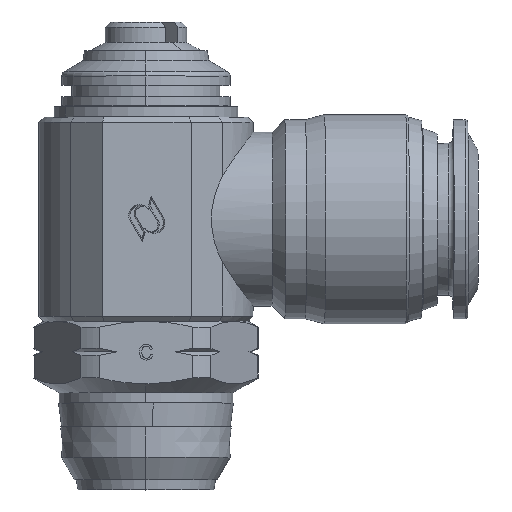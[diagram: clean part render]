
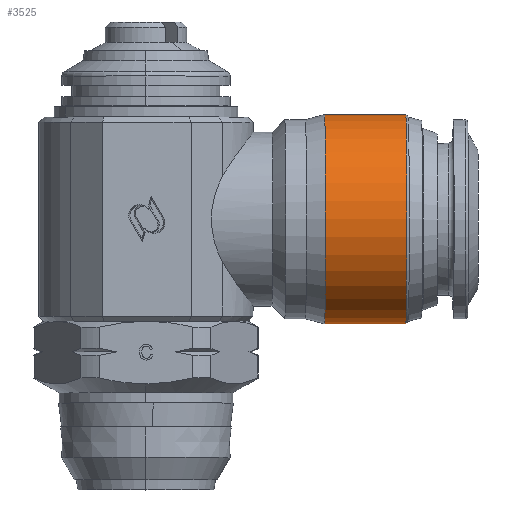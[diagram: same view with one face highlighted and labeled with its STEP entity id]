
A CAD part, top view. The second image highlights one B-rep face of the part: STEP entity #3525.
In plain terms, the highlighted cylindrical face has radius 10.25 mm (diameter 20.5 mm), a partial arc.
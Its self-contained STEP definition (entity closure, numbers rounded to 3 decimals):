
#728 = AXIS2_PLACEMENT_3D ( 'NONE', #5130, #5129, #5128 ) ;
#1310 = ORIENTED_EDGE ( 'NONE', *, *, #1687, .T. ) ;
#1311 = ORIENTED_EDGE ( 'NONE', *, *, #1727, .T. ) ;
#1312 = ORIENTED_EDGE ( 'NONE', *, *, #1717, .F. ) ;
#1313 = ORIENTED_EDGE ( 'NONE', *, *, #1728, .F. ) ;
#1687 = EDGE_CURVE ( 'NONE', #7374, #7375, #7470, .T. ) ;
#1717 = EDGE_CURVE ( 'NONE', #7304, #7333, #7507, .T. ) ;
#1727 = EDGE_CURVE ( 'NONE', #7375, #7333, #7519, .T. ) ;
#1728 = EDGE_CURVE ( 'NONE', #7374, #7304, #7526, .T. ) ;
#3392 = EDGE_LOOP ( 'NONE', ( #1310, #1311, #1312, #1313 ) ) ;
#3525 = ADVANCED_FACE ( 'NONE', ( #6452 ), #6456, .T. ) ;
#4162 = AXIS2_PLACEMENT_3D ( 'NONE', #6739, #6740, #6731 ) ;
#4294 = DIRECTION ( 'NONE',  ( -1., 0., 0.008 ) ) ;
#4296 = CARTESIAN_POINT ( 'NONE',  ( 0., 16.25, 0. ) ) ;
#4297 = DIRECTION ( 'NONE',  ( -1., 0., 0.008 ) ) ;
#4301 = CARTESIAN_POINT ( 'NONE',  ( 0., 36.75, 0. ) ) ;
#4352 = DIRECTION ( 'NONE',  ( 0., -1., 0. ) ) ;
#4354 = DIRECTION ( 'NONE',  ( -1., 0., 0.008 ) ) ;
#4355 = CARTESIAN_POINT ( 'NONE',  ( 17.499, 26.5, -0.135 ) ) ;
#5065 = AXIS2_PLACEMENT_3D ( 'NONE', #4355, #4354, #4352 ) ;
#5128 = DIRECTION ( 'NONE',  ( 0., -1., 0. ) ) ;
#5129 = DIRECTION ( 'NONE',  ( -1., 0., 0.008 ) ) ;
#5130 = CARTESIAN_POINT ( 'NONE',  ( 25.448, 26.5, -0.196 ) ) ;
#6452 = FACE_OUTER_BOUND ( 'NONE', #3392, .T. ) ;
#6456 = CYLINDRICAL_SURFACE ( 'NONE', #4162, 10.25 ) ;
#6731 = DIRECTION ( 'NONE',  ( 0., -1., 0. ) ) ;
#6739 = CARTESIAN_POINT ( 'NONE',  ( 0., 26.5, 0. ) ) ;
#6740 = DIRECTION ( 'NONE',  ( -1., 0., 0.008 ) ) ;
#7304 = VERTEX_POINT ( 'NONE', #8257 ) ;
#7333 = VERTEX_POINT ( 'NONE', #8286 ) ;
#7374 = VERTEX_POINT ( 'NONE', #8325 ) ;
#7375 = VERTEX_POINT ( 'NONE', #8326 ) ;
#7470 = CIRCLE ( 'NONE', #728, 10.25 ) ;
#7507 = CIRCLE ( 'NONE', #5065, 10.25 ) ;
#7519 = LINE ( 'NONE', #4301, #7527 ) ;
#7526 = LINE ( 'NONE', #4296, #7529 ) ;
#7527 = VECTOR ( 'NONE', #4297, 1000. ) ;
#7529 = VECTOR ( 'NONE', #4294, 1000. ) ;
#8257 = CARTESIAN_POINT ( 'NONE',  ( 17.499, 16.25, -0.135 ) ) ;
#8286 = CARTESIAN_POINT ( 'NONE',  ( 17.499, 36.75, -0.135 ) ) ;
#8325 = CARTESIAN_POINT ( 'NONE',  ( 25.448, 16.25, -0.196 ) ) ;
#8326 = CARTESIAN_POINT ( 'NONE',  ( 25.448, 36.75, -0.196 ) ) ;
